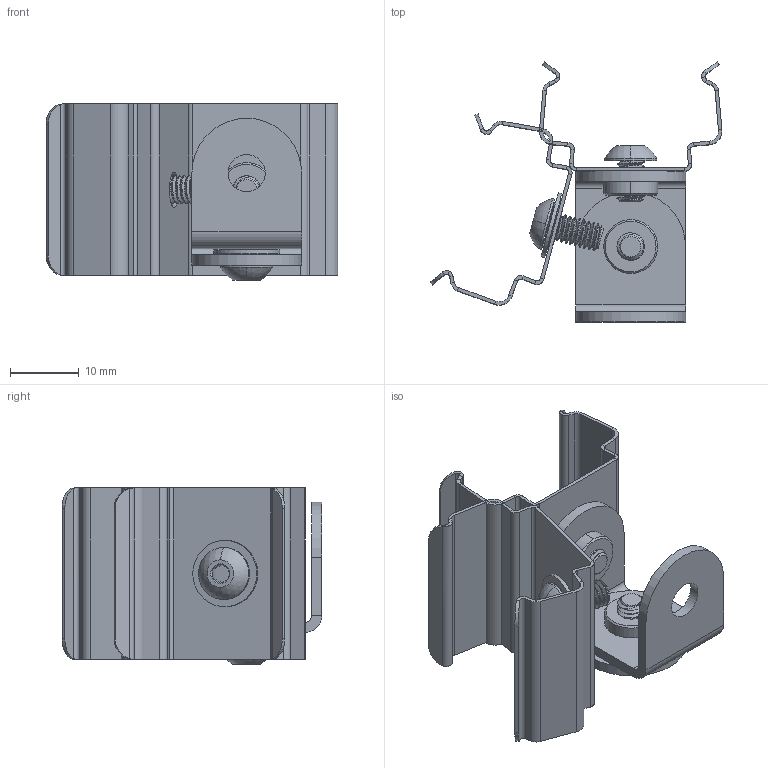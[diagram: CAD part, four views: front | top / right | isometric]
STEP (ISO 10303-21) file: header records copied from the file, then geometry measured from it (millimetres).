
FILE_DESCRIPTION((''),'2;1');
FILE_NAME('198154_ASM','2016-12-15T',('PDMAdmin'),('BANNER ENGINEERING'),'CREO PARAMETRIC BY PTC INC, 2016260','CREO PARAMETRIC BY PTC INC, 2016260','');
FILE_SCHEMA(('CONFIG_CONTROL_DESIGN'));
Products named in the file (9): WLS15_BRACKET_ROTATE_C; SP_M4_2_PEM_INSERT; 197924_ASM; 13019; 197805; 197805_KBOIE_11292016; 92095A189_18-8_SS_BUTTON_M4; 92095A188_18-8_SS_BUTTON_M4_6MM; 198154_ASM
Assembly tree (12 placements, depth 3):
  198154_ASM
    197924_ASM  x2
      WLS15_BRACKET_ROTATE_C
      SP_M4_2_PEM_INSERT
    13019  x2
    197805
    197805_KBOIE_11292016
    92095A189_18-8_SS_BUTTON_M4  x2
    92095A188_18-8_SS_BUTTON_M4_6MM  x2
Bounding box: 42.53 x 37.89 x 25.7 mm (x, y, z)
Volume: 3637.8 mm3; surface area: 9823.8 mm2
Topology: 12 solids, 12 shells, 614 faces, 1474 edges, 896 vertices
Faces by surface type: cylinder 302, plane 228, cone 56, bspline 20, sphere 8
Entity records: 24227 total; most frequent: CARTESIAN_POINT 15301, ORIENTED_EDGE 1854, DIRECTION 1749, EDGE_CURVE 927, AXIS2_PLACEMENT_3D 655, VERTEX_POINT 548, VECTOR 439, LINE 439
